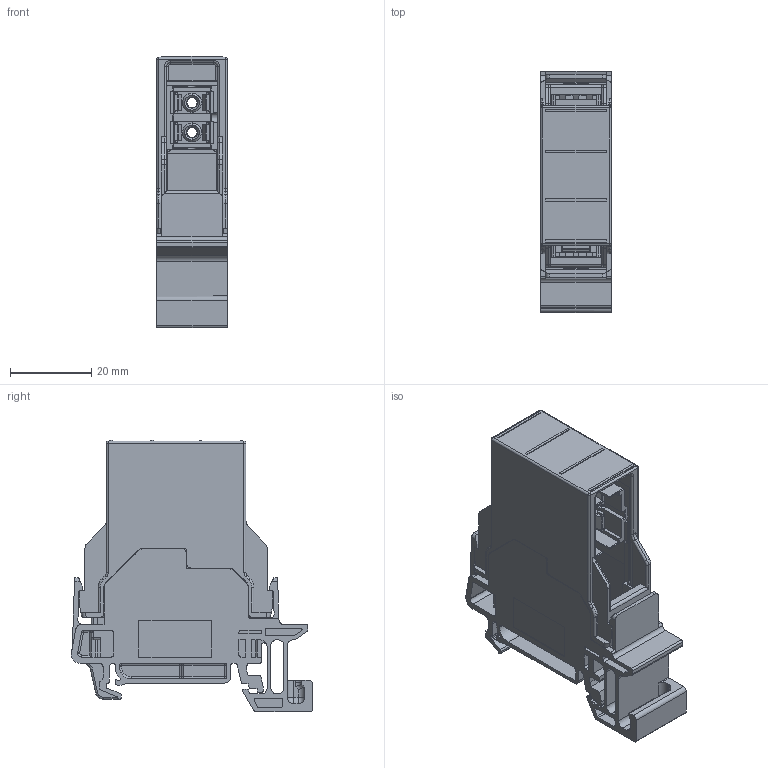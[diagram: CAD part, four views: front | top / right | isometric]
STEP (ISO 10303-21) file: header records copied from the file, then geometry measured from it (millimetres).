
FILE_DESCRIPTION(('CATIA V5 STEP Exchange','CAx-IF Rec.Pracs.--- Model Styling and Organization---1.4--- 2014-01-23'),'2;1');
FILE_NAME ('033012-3_1_8947000000_8947000000.stp','2020-01-16T10:36:49+00:00',('none'),('Weidmueller'),'CATIA Version 5-6 Release 2016 SP3 HF44','CATIA V5 STEP AP214','none');
FILE_SCHEMA(('AUTOMOTIVE_DESIGN { 1 0 10303 214 1 1 1 1 }'));
Products named in the file (1): 8947000000
Bounding box: 17.5 x 59.55 x 66.95 mm (x, y, z)
Volume: 17727.2 mm3; surface area: 30091.6 mm2
Topology: 11 solids, 11 shells, 1857 faces, 5162 edges, 3308 vertices
Faces by surface type: plane 1136, cylinder 558, torus 82, sphere 33, bspline 24, cone 24
Entity records: 61499 total; most frequent: CARTESIAN_POINT 15426, ORIENTED_EDGE 10244, DIRECTION 8251, EDGE_CURVE 5122, VECTOR 3738, LINE 3738, VERTEX_POINT 3308, AXIS2_PLACEMENT_3D 2681
